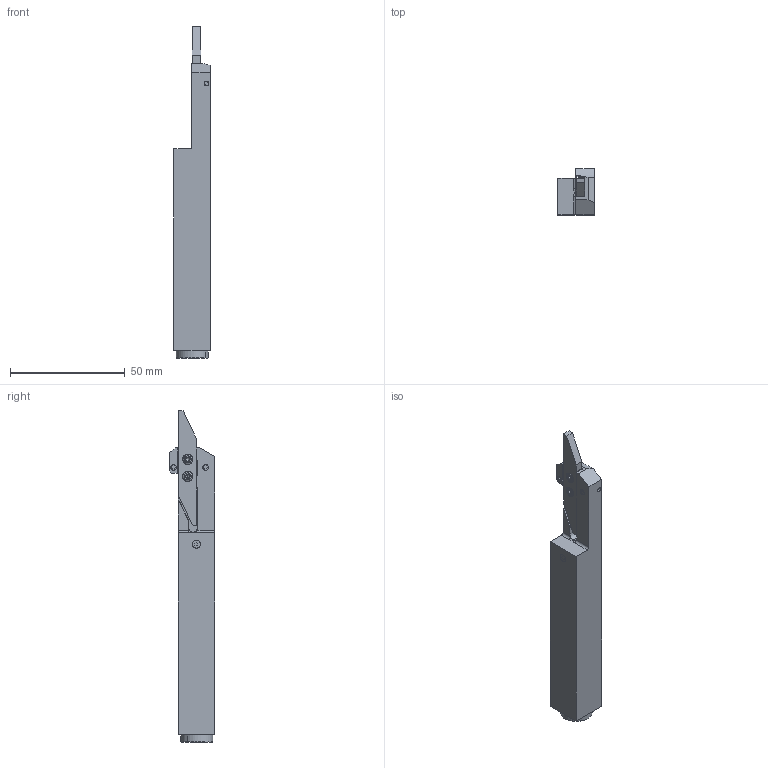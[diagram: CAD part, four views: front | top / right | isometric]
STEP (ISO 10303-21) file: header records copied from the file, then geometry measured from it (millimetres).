
FILE_DESCRIPTION (( 'STEP AP214' ), '1' );
FILE_NAME ('CUT-645-04.STEP', '2016-03-04T15:04:09', ( '' ), ( '' ), 'SwSTEP 2.0', 'SolidWorks 2015', '' );
FILE_SCHEMA (( 'AUTOMOTIVE_DESIGN' ));
Length unit declared in the file: millimetre
Products named in the file (1): CUT-645-04
Bounding box: 15.88 x 19.88 x 144.87 mm (x, y, z)
Volume: 27512.6 mm3; surface area: 9471.7 mm2
Topology: 1 solids, 1 shells, 243 faces, 622 edges, 391 vertices
Faces by surface type: plane 110, cylinder 77, cone 29, torus 26, bspline 1
Entity records: 9294 total; most frequent: CARTESIAN_POINT 1382, DIRECTION 1323, ORIENTED_EDGE 1232, EDGE_CURVE 616, AXIS2_PLACEMENT_3D 476, VERTEX_POINT 391, LINE 371, VECTOR 371
